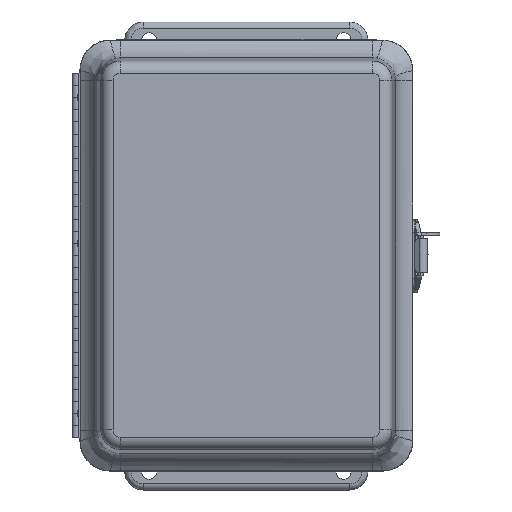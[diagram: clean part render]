
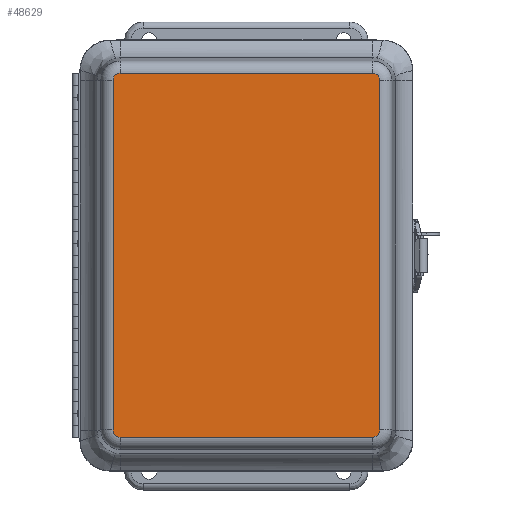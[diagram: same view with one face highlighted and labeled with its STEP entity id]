
A CAD part, top view. The second image highlights one B-rep face of the part: STEP entity #48629.
In plain terms, the highlighted planar face has unit normal (0, 0, 1).
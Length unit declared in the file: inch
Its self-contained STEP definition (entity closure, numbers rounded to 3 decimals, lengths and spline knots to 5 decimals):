
#142 = CARTESIAN_POINT ( 'NONE',  ( -2.59375, 3.74199, 4.5604 ) ) ;
#510 = EDGE_CURVE ( 'NONE', #53167, #41050, #50506, .T. ) ;
#1213 = ORIENTED_EDGE ( 'NONE', *, *, #14154, .T. ) ;
#1860 = ORIENTED_EDGE ( 'NONE', *, *, #44126, .T. ) ;
#3069 = AXIS2_PLACEMENT_3D ( 'NONE', #13041, #48997, #48817 ) ;
#3083 = LINE ( 'NONE', #28787, #5819 ) ;
#3792 = CARTESIAN_POINT ( 'NONE',  ( 2.59375, -3.59355, 4.5604 ) ) ;
#4376 = CARTESIAN_POINT ( 'NONE',  ( 2.74219, 0., 4.5604 ) ) ;
#4467 = CARTESIAN_POINT ( 'NONE',  ( 2.74219, 3.59355, 4.5604 ) ) ;
#4817 = EDGE_CURVE ( 'NONE', #36896, #53167, #38922, .T. ) ;
#5819 = VECTOR ( 'NONE', #46807, 39.37008 ) ;
#6373 = DIRECTION ( 'NONE',  ( 0., 0., 1. ) ) ;
#7282 = ORIENTED_EDGE ( 'NONE', *, *, #40716, .T. ) ;
#8696 = DIRECTION ( 'NONE',  ( 0., 0., 1. ) ) ;
#9216 = DIRECTION ( 'NONE',  ( 0., 1., 0. ) ) ;
#9599 = EDGE_CURVE ( 'NONE', #12133, #52825, #3083, .T. ) ;
#10649 = ORIENTED_EDGE ( 'NONE', *, *, #510, .T. ) ;
#11744 = VERTEX_POINT ( 'NONE', #142 ) ;
#12133 = VERTEX_POINT ( 'NONE', #35341 ) ;
#13041 = CARTESIAN_POINT ( 'NONE',  ( 2.59375, 3.59355, 4.5604 ) ) ;
#14154 = EDGE_CURVE ( 'NONE', #52825, #36896, #34890, .T. ) ;
#14822 = AXIS2_PLACEMENT_3D ( 'NONE', #32639, #6373, #45649 ) ;
#17087 = DIRECTION ( 'NONE',  ( 0., 1., 0. ) ) ;
#20908 = ORIENTED_EDGE ( 'NONE', *, *, #54064, .T. ) ;
#21761 = CARTESIAN_POINT ( 'NONE',  ( 2.74219, -3.59355, 4.5604 ) ) ;
#21870 = DIRECTION ( 'NONE',  ( 0., 1., 0. ) ) ;
#23200 = AXIS2_PLACEMENT_3D ( 'NONE', #35815, #8696, #17087 ) ;
#23528 = VECTOR ( 'NONE', #26766, 39.37008 ) ;
#25269 = PLANE ( 'NONE',  #23200 ) ;
#25478 = DIRECTION ( 'NONE',  ( 1., 0., 0. ) ) ;
#26766 = DIRECTION ( 'NONE',  ( -1., 0., 0. ) ) ;
#27251 = CARTESIAN_POINT ( 'NONE',  ( -2.59375, -3.74199, 4.5604 ) ) ;
#27989 = EDGE_LOOP ( 'NONE', ( #1213, #45548, #10649, #29945, #7282, #20908, #1860, #44574 ) ) ;
#28787 = CARTESIAN_POINT ( 'NONE',  ( -2.74219, 0., 4.5604 ) ) ;
#29945 = ORIENTED_EDGE ( 'NONE', *, *, #46563, .T. ) ;
#30719 = VERTEX_POINT ( 'NONE', #43083 ) ;
#31430 = CARTESIAN_POINT ( 'NONE',  ( -2.59375, -3.59355, 4.5604 ) ) ;
#32471 = CARTESIAN_POINT ( 'NONE',  ( 2.59375, -3.74199, 4.5604 ) ) ;
#32639 = CARTESIAN_POINT ( 'NONE',  ( -2.59375, 3.59355, 4.5604 ) ) ;
#34890 = CIRCLE ( 'NONE', #57471, 0.14844 ) ;
#35029 = LINE ( 'NONE', #4376, #54662 ) ;
#35341 = CARTESIAN_POINT ( 'NONE',  ( -2.74219, 3.59355, 4.5604 ) ) ;
#35815 = CARTESIAN_POINT ( 'NONE',  ( 0., 0., 4.5604 ) ) ;
#36896 = VERTEX_POINT ( 'NONE', #27251 ) ;
#37884 = CIRCLE ( 'NONE', #3069, 0.14844 ) ;
#37955 = AXIS2_PLACEMENT_3D ( 'NONE', #3792, #52947, #21870 ) ;
#38922 = LINE ( 'NONE', #47628, #57166 ) ;
#39368 = FACE_OUTER_BOUND ( 'NONE', #27989, .T. ) ;
#40437 = DIRECTION ( 'NONE',  ( 0., 0., 1. ) ) ;
#40716 = EDGE_CURVE ( 'NONE', #41228, #30719, #37884, .T. ) ;
#41050 = VERTEX_POINT ( 'NONE', #21761 ) ;
#41228 = VERTEX_POINT ( 'NONE', #4467 ) ;
#43083 = CARTESIAN_POINT ( 'NONE',  ( 2.59375, 3.74199, 4.5604 ) ) ;
#44126 = EDGE_CURVE ( 'NONE', #11744, #12133, #57555, .T. ) ;
#44574 = ORIENTED_EDGE ( 'NONE', *, *, #9599, .T. ) ;
#45548 = ORIENTED_EDGE ( 'NONE', *, *, #4817, .T. ) ;
#45649 = DIRECTION ( 'NONE',  ( 0., 1., 0. ) ) ;
#46563 = EDGE_CURVE ( 'NONE', #41050, #41228, #35029, .T. ) ;
#46807 = DIRECTION ( 'NONE',  ( 0., -1., 0. ) ) ;
#47464 = CARTESIAN_POINT ( 'NONE',  ( 0., 3.74199, 4.5604 ) ) ;
#47628 = CARTESIAN_POINT ( 'NONE',  ( 0., -3.74199, 4.5604 ) ) ;
#48629 = ADVANCED_FACE ( 'NONE', ( #39368 ), #25269, .T. ) ;
#48817 = DIRECTION ( 'NONE',  ( 0., 1., 0. ) ) ;
#48997 = DIRECTION ( 'NONE',  ( 0., 0., 1. ) ) ;
#49463 = DIRECTION ( 'NONE',  ( 0., 1., 0. ) ) ;
#50155 = LINE ( 'NONE', #47464, #23528 ) ;
#50506 = CIRCLE ( 'NONE', #37955, 0.14844 ) ;
#50624 = CARTESIAN_POINT ( 'NONE',  ( -2.74219, -3.59355, 4.5604 ) ) ;
#52825 = VERTEX_POINT ( 'NONE', #50624 ) ;
#52947 = DIRECTION ( 'NONE',  ( 0., 0., 1. ) ) ;
#53167 = VERTEX_POINT ( 'NONE', #32471 ) ;
#54064 = EDGE_CURVE ( 'NONE', #30719, #11744, #50155, .T. ) ;
#54662 = VECTOR ( 'NONE', #9216, 39.37008 ) ;
#57166 = VECTOR ( 'NONE', #25478, 39.37008 ) ;
#57471 = AXIS2_PLACEMENT_3D ( 'NONE', #31430, #40437, #49463 ) ;
#57555 = CIRCLE ( 'NONE', #14822, 0.14844 ) ;
